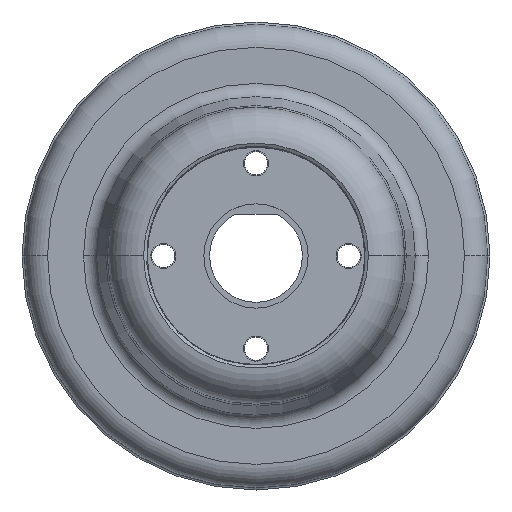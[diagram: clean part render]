
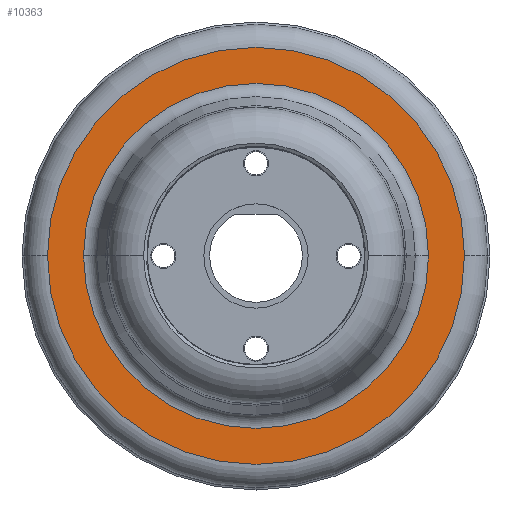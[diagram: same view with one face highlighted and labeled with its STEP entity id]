
A CAD part, top view. The second image highlights one B-rep face of the part: STEP entity #10363.
In plain terms, the highlighted planar face has unit normal (0, 0, 1).
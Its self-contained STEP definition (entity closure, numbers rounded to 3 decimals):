
#334 = DIRECTION ( 'NONE',  ( 1., 0., 0. ) ) ;
#667 = DIRECTION ( 'NONE',  ( 0., 0., 1. ) ) ;
#860 = DIRECTION ( 'NONE',  ( 1., 0., 0. ) ) ;
#1086 = DIRECTION ( 'NONE',  ( 0., 0., 1. ) ) ;
#1862 = CIRCLE ( 'NONE', #2015, 45. ) ;
#2015 = AXIS2_PLACEMENT_3D ( 'NONE', #8638, #11141, #12733 ) ;
#2261 = EDGE_LOOP ( 'NONE', ( #6981, #19124 ) ) ;
#2467 = DIRECTION ( 'NONE',  ( 0., 0., -1. ) ) ;
#2482 = EDGE_CURVE ( 'NONE', #17976, #5411, #10622, .T. ) ;
#3712 = AXIS2_PLACEMENT_3D ( 'NONE', #3724, #20613, #334 ) ;
#3724 = CARTESIAN_POINT ( 'NONE',  ( 0., 0., 11.5 ) ) ;
#5174 = FACE_OUTER_BOUND ( 'NONE', #2261, .T. ) ;
#5411 = VERTEX_POINT ( 'NONE', #12245 ) ;
#6981 = ORIENTED_EDGE ( 'NONE', *, *, #7391, .T. ) ;
#7391 = EDGE_CURVE ( 'NONE', #11935, #10295, #1862, .T. ) ;
#7746 = CIRCLE ( 'NONE', #19090, 45. ) ;
#8638 = CARTESIAN_POINT ( 'NONE',  ( 0., 0., 11.5 ) ) ;
#8906 = CARTESIAN_POINT ( 'NONE',  ( 37.232, 0., 11.5 ) ) ;
#10295 = VERTEX_POINT ( 'NONE', #20154 ) ;
#10363 = ADVANCED_FACE ( 'NONE', ( #12858, #5174 ), #12355, .T. ) ;
#10622 = CIRCLE ( 'NONE', #3712, 37.232 ) ;
#10733 = CIRCLE ( 'NONE', #20993, 37.232 ) ;
#10947 = ORIENTED_EDGE ( 'NONE', *, *, #2482, .T. ) ;
#11060 = EDGE_CURVE ( 'NONE', #5411, #17976, #10733, .T. ) ;
#11141 = DIRECTION ( 'NONE',  ( 0., 0., 1. ) ) ;
#11907 = EDGE_CURVE ( 'NONE', #10295, #11935, #7746, .T. ) ;
#11935 = VERTEX_POINT ( 'NONE', #16317 ) ;
#12245 = CARTESIAN_POINT ( 'NONE',  ( -37.232, 0., 11.5 ) ) ;
#12355 = PLANE ( 'NONE',  #13946 ) ;
#12733 = DIRECTION ( 'NONE',  ( 1., 0., 0. ) ) ;
#12739 = EDGE_LOOP ( 'NONE', ( #10947, #17741 ) ) ;
#12767 = CARTESIAN_POINT ( 'NONE',  ( 0., 0., 11.5 ) ) ;
#12837 = DIRECTION ( 'NONE',  ( 1., 0., 0. ) ) ;
#12858 = FACE_BOUND ( 'NONE', #12739, .T. ) ;
#13946 = AXIS2_PLACEMENT_3D ( 'NONE', #17368, #667, #17301 ) ;
#15950 = CARTESIAN_POINT ( 'NONE',  ( 0., 0., 11.5 ) ) ;
#16317 = CARTESIAN_POINT ( 'NONE',  ( 45., 0., 11.5 ) ) ;
#17301 = DIRECTION ( 'NONE',  ( 1., 0., 0. ) ) ;
#17368 = CARTESIAN_POINT ( 'NONE',  ( 0., 0., 11.5 ) ) ;
#17741 = ORIENTED_EDGE ( 'NONE', *, *, #11060, .T. ) ;
#17976 = VERTEX_POINT ( 'NONE', #8906 ) ;
#19090 = AXIS2_PLACEMENT_3D ( 'NONE', #12767, #1086, #12837 ) ;
#19124 = ORIENTED_EDGE ( 'NONE', *, *, #11907, .T. ) ;
#20154 = CARTESIAN_POINT ( 'NONE',  ( -45., 0., 11.5 ) ) ;
#20613 = DIRECTION ( 'NONE',  ( 0., 0., -1. ) ) ;
#20993 = AXIS2_PLACEMENT_3D ( 'NONE', #15950, #2467, #860 ) ;
